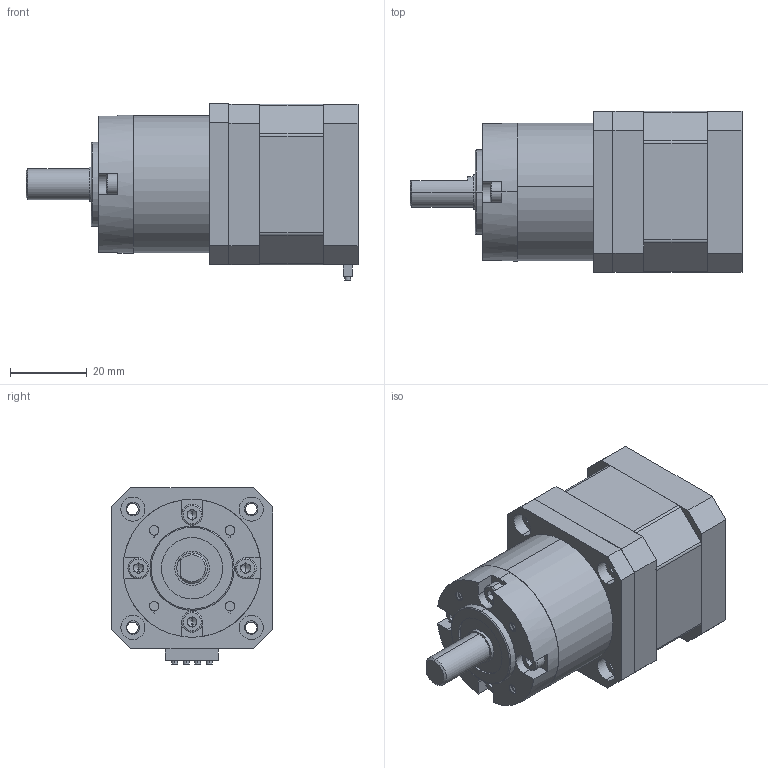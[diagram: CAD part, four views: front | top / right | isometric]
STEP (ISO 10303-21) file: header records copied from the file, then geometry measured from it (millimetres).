
FILE_DESCRIPTION (( 'STEP AP214' ), '1' );
FILE_NAME ('42HS3413A4〞XGJ媼撰厒掀.STEP', '2023-11-13T09:54:48', ( '' ), ( '' ), 'SwSTEP 2.0', 'SolidWorks 2021', '' );
FILE_SCHEMA (( 'AUTOMOTIVE_DESIGN' ));
Length unit declared in the file: millimetre
Products named in the file (7): 42XGJ-5.18奻裔; 42HS3413A4.step; 42XGJ媼撰儂旯; 42HS3413A4〞XGJ媼撰厒掀; hexagon socket head cap screws gb_GB_FASTENER_SCREWS_HSHCS M3X25-N; 42XGJ-5.18菁釱; 42XGJ媼撰
Assembly tree (9 placements, depth 3):
  42HS3413A4〞XGJ媼撰厒掀
    42HS3413A4.step
    42XGJ媼撰
      42XGJ-5.18菁釱
      42XGJ媼撰儂旯
      42XGJ-5.18奻裔
    hexagon socket head cap screws gb_GB_FASTENER_SCREWS_HSHCS M3X25-N  x4
Bounding box: 86.7 x 42.05 x 46.05 mm (x, y, z)
Volume: 94227.8 mm3; surface area: 31882.3 mm2
Topology: 10 solids, 10 shells, 429 faces, 1081 edges, 690 vertices
Faces by surface type: cylinder 221, plane 150, cone 24, bspline 24, torus 10
Entity records: 22237 total; most frequent: CARTESIAN_POINT 13291, ORIENTED_EDGE 1822, DIRECTION 1577, EDGE_CURVE 911, VERTEX_POINT 591, AXIS2_PLACEMENT_3D 583, EDGE_LOOP 424, LINE 411
